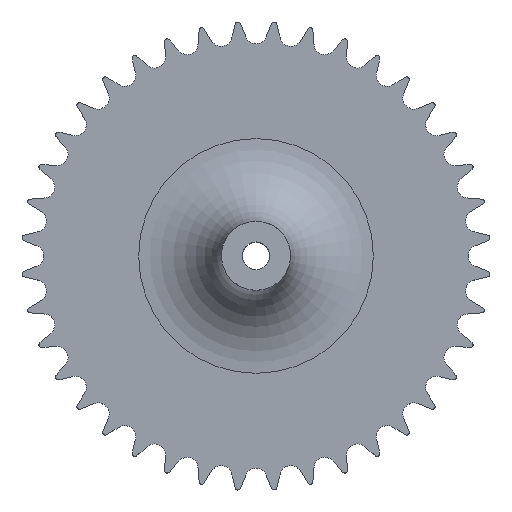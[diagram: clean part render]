
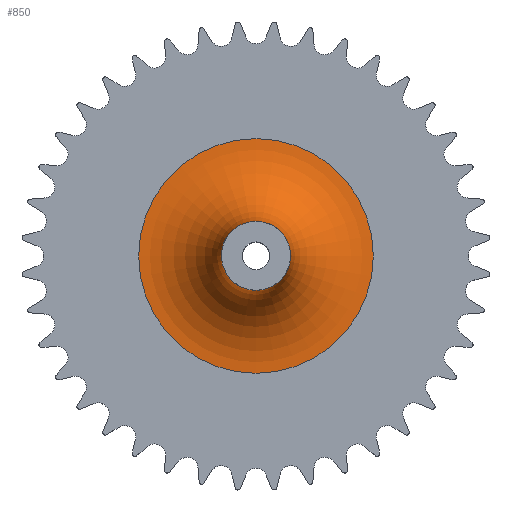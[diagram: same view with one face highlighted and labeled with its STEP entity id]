
A CAD part, top view. The second image highlights one B-rep face of the part: STEP entity #850.
In plain terms, the highlighted toroidal (fillet/blend) face has major radius 42.5 mm and minor radius 30 mm.
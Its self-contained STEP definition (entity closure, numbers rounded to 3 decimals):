
#48 = DIRECTION ( 'NONE',  ( 1., 0., 0. ) ) ;
#59 = CIRCLE ( 'NONE', #2315, 12.5 ) ;
#83 = VERTEX_POINT ( 'NONE', #201 ) ;
#189 = EDGE_CURVE ( 'NONE', #83, #83, #59, .T. ) ;
#201 = CARTESIAN_POINT ( 'NONE',  ( 12.5, 0., 37.3 ) ) ;
#237 = ORIENTED_EDGE ( 'NONE', *, *, #1962, .F. ) ;
#273 = ORIENTED_EDGE ( 'NONE', *, *, #189, .F. ) ;
#819 = FACE_OUTER_BOUND ( 'NONE', #5409, .T. ) ;
#850 = ADVANCED_FACE ( 'NONE', ( #819, #5034 ), #3496, .F. ) ;
#935 = AXIS2_PLACEMENT_3D ( 'NONE', #3594, #2706, #4180 ) ;
#1405 = CARTESIAN_POINT ( 'NONE',  ( 0., 0., 7.3 ) ) ;
#1582 = CARTESIAN_POINT ( 'NONE',  ( 0., 0., 37.3 ) ) ;
#1670 = DIRECTION ( 'NONE',  ( 1., 0., 0. ) ) ;
#1962 = EDGE_CURVE ( 'NONE', #2511, #2511, #3435, .T. ) ;
#2047 = CARTESIAN_POINT ( 'NONE',  ( 42.5, 0., 7.3 ) ) ;
#2315 = AXIS2_PLACEMENT_3D ( 'NONE', #1582, #3828, #48 ) ;
#2511 = VERTEX_POINT ( 'NONE', #2047 ) ;
#2660 = DIRECTION ( 'NONE',  ( 0., 0., -1. ) ) ;
#2706 = DIRECTION ( 'NONE',  ( 0., 0., 1. ) ) ;
#2778 = EDGE_LOOP ( 'NONE', ( #273 ) ) ;
#3435 = CIRCLE ( 'NONE', #5088, 42.5 ) ;
#3496 = TOROIDAL_SURFACE ( 'NONE', #935, 42.5, 30. ) ;
#3594 = CARTESIAN_POINT ( 'NONE',  ( 0., 0., 37.3 ) ) ;
#3828 = DIRECTION ( 'NONE',  ( 0., 0., 1. ) ) ;
#4180 = DIRECTION ( 'NONE',  ( 1., 0., 0. ) ) ;
#5034 = FACE_OUTER_BOUND ( 'NONE', #2778, .T. ) ;
#5088 = AXIS2_PLACEMENT_3D ( 'NONE', #1405, #2660, #1670 ) ;
#5409 = EDGE_LOOP ( 'NONE', ( #237 ) ) ;
